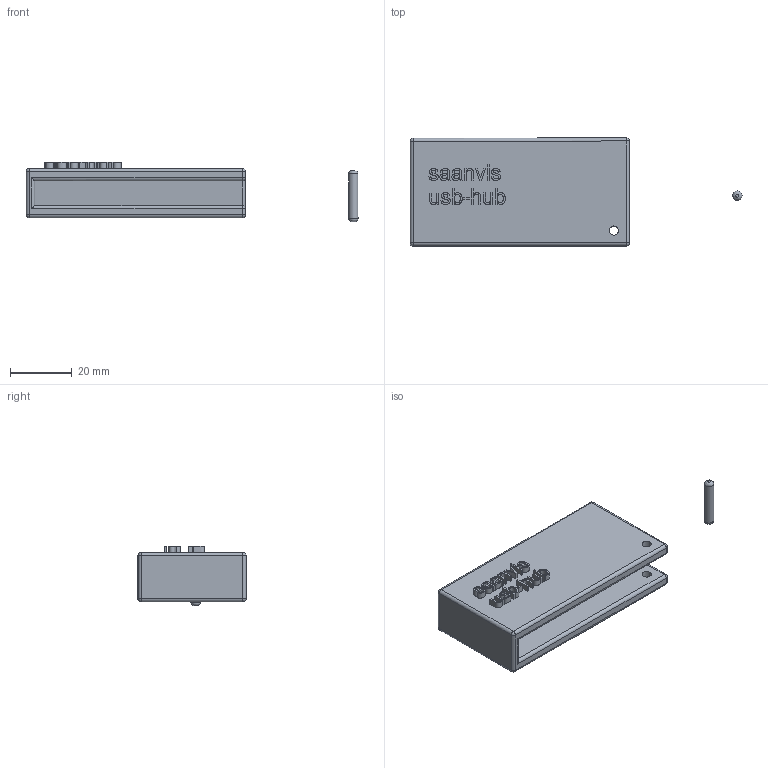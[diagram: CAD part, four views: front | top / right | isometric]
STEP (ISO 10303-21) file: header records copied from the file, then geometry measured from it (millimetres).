
FILE_DESCRIPTION(/* description */ ('Designed by EasyEDA Pro'),/* implementation_level */ '2;1');
FILE_NAME(/* name */ 'full body (1 pc).step',/* time_stamp */ '2025-07-31T20:56:09-07:00',/* author */ (''),/* organization */ (''),/* preprocessor_version */ 'ST-DEVELOPER v20.1',/* originating_system */ 'Autodesk Translation Framework v14.4.0.0',/* authorisation */ '');
FILE_SCHEMA (('AUTOMOTIVE_DESIGN { 1 0 10303 214 3 1 1 }'));
Length unit declared in the file: millimetre
Products named in the file (1): EasyEDA PCB Model~0CSc
Bounding box: 107.65 x 35.06 x 19.25 mm (x, y, z)
Volume: 22115.9 mm3; surface area: 13263 mm2
Topology: 2 solids, 2 shells, 152 faces, 354 edges, 225 vertices
Faces by surface type: plane 88, bspline 32, cylinder 22, sphere 10
Full cylindrical faces by diameter (mm): 3 x3
Entity records: 5420 total; most frequent: CARTESIAN_POINT 2102, ORIENTED_EDGE 708, DIRECTION 581, EDGE_CURVE 354, LINE 249, VECTOR 249, VERTEX_POINT 225, EDGE_LOOP 175
